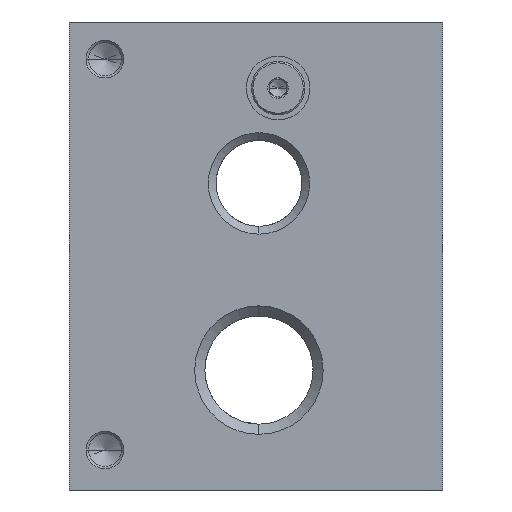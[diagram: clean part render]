
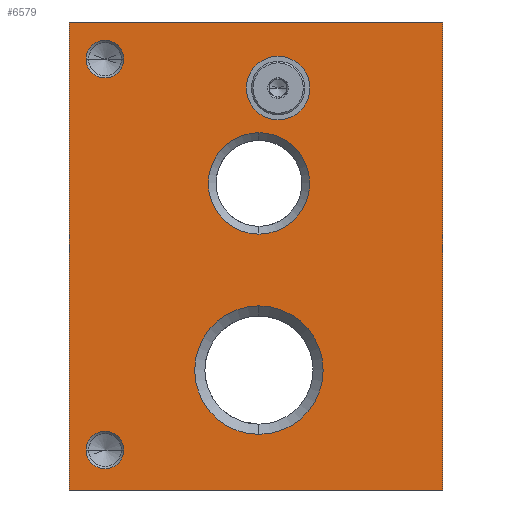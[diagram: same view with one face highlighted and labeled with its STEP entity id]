
A CAD part, front view. The second image highlights one B-rep face of the part: STEP entity #6579.
In plain terms, the highlighted planar face has unit normal (0, -1, 0).
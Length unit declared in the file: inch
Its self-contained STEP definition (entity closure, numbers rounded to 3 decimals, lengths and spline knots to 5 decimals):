
#5=DIRECTION('',(1.,0.,0.));
#6=VECTOR('',#5,3.938);
#7=CARTESIAN_POINT('',(0.,-9.75,0.));
#8=LINE('',#7,#6);
#85=DIRECTION('',(0.,0.,1.));
#86=VECTOR('',#85,4.938);
#87=CARTESIAN_POINT('',(3.938,-9.75,0.));
#88=LINE('',#87,#86);
#557=DIRECTION('',(0.,0.,1.));
#558=VECTOR('',#557,4.938);
#559=CARTESIAN_POINT('',(0.,-9.75,0.));
#560=LINE('',#559,#558);
#561=CARTESIAN_POINT('',(0.375,-9.75,0.422));
#562=DIRECTION('',(0.,1.,0.));
#563=DIRECTION('',(-1.,0.,0.));
#564=AXIS2_PLACEMENT_3D('',#561,#562,#563);
#566=CARTESIAN_POINT('',(0.375,-9.75,0.422));
#567=DIRECTION('',(0.,1.,0.));
#568=DIRECTION('',(1.,0.,0.));
#569=AXIS2_PLACEMENT_3D('',#566,#567,#568);
#571=CARTESIAN_POINT('',(0.375,-9.75,4.546));
#572=DIRECTION('',(0.,1.,0.));
#573=DIRECTION('',(-1.,0.,0.));
#574=AXIS2_PLACEMENT_3D('',#571,#572,#573);
#576=CARTESIAN_POINT('',(0.375,-9.75,4.546));
#577=DIRECTION('',(0.,1.,0.));
#578=DIRECTION('',(1.,0.,0.));
#579=AXIS2_PLACEMENT_3D('',#576,#577,#578);
#581=CARTESIAN_POINT('',(2.,-9.75,1.265));
#582=DIRECTION('',(0.,1.,0.));
#583=DIRECTION('',(0.,0.,-1.));
#584=AXIS2_PLACEMENT_3D('',#581,#582,#583);
#586=CARTESIAN_POINT('',(2.,-9.75,1.265));
#587=DIRECTION('',(0.,1.,0.));
#588=DIRECTION('',(0.,0.,1.));
#589=AXIS2_PLACEMENT_3D('',#586,#587,#588);
#591=CARTESIAN_POINT('',(2.,-9.75,3.235));
#592=DIRECTION('',(0.,1.,0.));
#593=DIRECTION('',(0.,0.,-1.));
#594=AXIS2_PLACEMENT_3D('',#591,#592,#593);
#596=CARTESIAN_POINT('',(2.,-9.75,3.235));
#597=DIRECTION('',(0.,1.,0.));
#598=DIRECTION('',(0.,0.,1.));
#599=AXIS2_PLACEMENT_3D('',#596,#597,#598);
#601=CARTESIAN_POINT('',(2.202,-9.75,4.241));
#602=DIRECTION('',(0.,1.,0.));
#603=DIRECTION('',(0.,0.,-1.));
#604=AXIS2_PLACEMENT_3D('',#601,#602,#603);
#606=CARTESIAN_POINT('',(2.202,-9.75,4.241));
#607=DIRECTION('',(0.,1.,0.));
#608=DIRECTION('',(0.,0.,1.));
#609=AXIS2_PLACEMENT_3D('',#606,#607,#608);
#623=DIRECTION('',(1.,0.,0.));
#624=VECTOR('',#623,3.938);
#625=CARTESIAN_POINT('',(0.,-9.75,4.938));
#626=LINE('',#625,#624);
#5416=CARTESIAN_POINT('',(0.,-9.75,0.));
#5418=VERTEX_POINT('',#5416);
#5419=CARTESIAN_POINT('',(3.938,-9.75,0.));
#5420=VERTEX_POINT('',#5419);
#5424=CARTESIAN_POINT('',(0.,-9.75,4.938));
#5426=VERTEX_POINT('',#5424);
#5427=CARTESIAN_POINT('',(3.938,-9.75,4.938));
#5428=VERTEX_POINT('',#5427);
#6015=CARTESIAN_POINT('',(0.1765,-9.75,0.422));
#6017=VERTEX_POINT('',#6015);
#6019=CARTESIAN_POINT('',(0.5735,-9.75,0.422));
#6021=VERTEX_POINT('',#6019);
#6029=CARTESIAN_POINT('',(0.1765,-9.75,4.546));
#6031=VERTEX_POINT('',#6029);
#6033=CARTESIAN_POINT('',(0.5735,-9.75,4.546));
#6035=VERTEX_POINT('',#6033);
#6041=CARTESIAN_POINT('',(2.,-9.75,1.9425));
#6042=VERTEX_POINT('',#6041);
#6043=CARTESIAN_POINT('',(2.,-9.75,0.5875));
#6044=VERTEX_POINT('',#6043);
#6063=CARTESIAN_POINT('',(2.,-9.75,3.77));
#6064=VERTEX_POINT('',#6063);
#6065=CARTESIAN_POINT('',(2.,-9.75,2.7));
#6066=VERTEX_POINT('',#6065);
#6101=CARTESIAN_POINT('',(2.202,-9.75,3.905));
#6102=CARTESIAN_POINT('',(2.202,-9.75,4.577));
#6103=VERTEX_POINT('',#6101);
#6104=VERTEX_POINT('',#6102);
#6537=CARTESIAN_POINT('',(0.,-9.75,0.));
#6538=DIRECTION('',(0.,-1.,0.));
#6539=DIRECTION('',(1.,0.,0.));
#6540=AXIS2_PLACEMENT_3D('',#6537,#6538,#6539);
#6541=PLANE('',#6540);
#6542=ORIENTED_EDGE('',*,*,#6287,.F.);
#6543=ORIENTED_EDGE('',*,*,#6312,.T.);
#6545=ORIENTED_EDGE('',*,*,#6544,.T.);
#6546=ORIENTED_EDGE('',*,*,#6367,.F.);
#6547=EDGE_LOOP('',(#6542,#6543,#6545,#6546));
#6548=FACE_OUTER_BOUND('',#6547,.F.);
#6550=ORIENTED_EDGE('',*,*,#6549,.F.);
#6552=ORIENTED_EDGE('',*,*,#6551,.F.);
#6553=EDGE_LOOP('',(#6550,#6552));
#6554=FACE_BOUND('',#6553,.F.);
#6556=ORIENTED_EDGE('',*,*,#6555,.F.);
#6558=ORIENTED_EDGE('',*,*,#6557,.F.);
#6559=EDGE_LOOP('',(#6556,#6558));
#6560=FACE_BOUND('',#6559,.F.);
#6562=ORIENTED_EDGE('',*,*,#6561,.F.);
#6564=ORIENTED_EDGE('',*,*,#6563,.F.);
#6565=EDGE_LOOP('',(#6562,#6564));
#6566=FACE_BOUND('',#6565,.F.);
#6568=ORIENTED_EDGE('',*,*,#6567,.F.);
#6570=ORIENTED_EDGE('',*,*,#6569,.F.);
#6571=EDGE_LOOP('',(#6568,#6570));
#6572=FACE_BOUND('',#6571,.F.);
#6574=ORIENTED_EDGE('',*,*,#6573,.F.);
#6576=ORIENTED_EDGE('',*,*,#6575,.F.);
#6577=EDGE_LOOP('',(#6574,#6576));
#6578=FACE_BOUND('',#6577,.F.);
#6579=ADVANCED_FACE('',(#6548,#6554,#6560,#6566,#6572,#6578),#6541,.T.);
#565=CIRCLE('',#564,0.1985);
#570=CIRCLE('',#569,0.1985);
#575=CIRCLE('',#574,0.1985);
#580=CIRCLE('',#579,0.1985);
#585=CIRCLE('',#584,0.6775);
#590=CIRCLE('',#589,0.6775);
#595=CIRCLE('',#594,0.535);
#600=CIRCLE('',#599,0.535);
#605=CIRCLE('',#604,0.336);
#610=CIRCLE('',#609,0.336);
#6287=EDGE_CURVE('',#5418,#5420,#8,.T.);
#6312=EDGE_CURVE('',#5418,#5426,#560,.T.);
#6367=EDGE_CURVE('',#5420,#5428,#88,.T.);
#6544=EDGE_CURVE('',#5426,#5428,#626,.T.);
#6549=EDGE_CURVE('',#6017,#6021,#565,.T.);
#6551=EDGE_CURVE('',#6021,#6017,#570,.T.);
#6555=EDGE_CURVE('',#6031,#6035,#575,.T.);
#6557=EDGE_CURVE('',#6035,#6031,#580,.T.);
#6561=EDGE_CURVE('',#6044,#6042,#585,.T.);
#6563=EDGE_CURVE('',#6042,#6044,#590,.T.);
#6567=EDGE_CURVE('',#6066,#6064,#595,.T.);
#6569=EDGE_CURVE('',#6064,#6066,#600,.T.);
#6573=EDGE_CURVE('',#6103,#6104,#605,.T.);
#6575=EDGE_CURVE('',#6104,#6103,#610,.T.);
